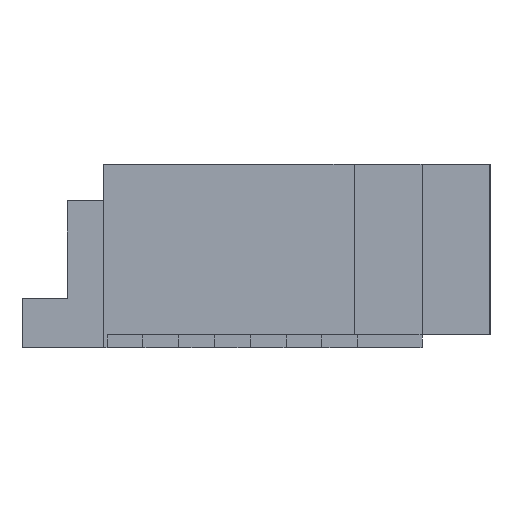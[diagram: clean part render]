
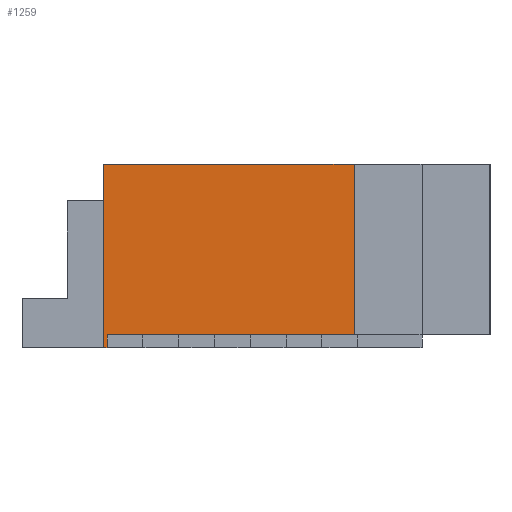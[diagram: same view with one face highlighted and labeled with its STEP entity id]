
A CAD part, left-side view. The second image highlights one B-rep face of the part: STEP entity #1259.
In plain terms, the highlighted planar face has unit normal (-1, 0, 0).
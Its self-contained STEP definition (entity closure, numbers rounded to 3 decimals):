
#336 = VERTEX_POINT('',#337);
#337 = CARTESIAN_POINT('',(-6.935,0.8,2.56));
#343 = EDGE_CURVE('',#336,#344,#346,.T.);
#344 = VERTEX_POINT('',#345);
#345 = CARTESIAN_POINT('',(-6.935,-2.7,2.56));
#346 = LINE('',#347,#348);
#347 = CARTESIAN_POINT('',(-6.935,0.8,2.56));
#348 = VECTOR('',#349,1.);
#349 = DIRECTION('',(0.,-1.,0.));
#1121 = EDGE_CURVE('',#1122,#336,#1124,.T.);
#1122 = VERTEX_POINT('',#1123);
#1123 = CARTESIAN_POINT('',(-6.935,0.8,0.));
#1124 = LINE('',#1125,#1126);
#1125 = CARTESIAN_POINT('',(-6.935,0.8,0.));
#1126 = VECTOR('',#1127,1.);
#1127 = DIRECTION('',(0.,0.,1.));
#1259 = ADVANCED_FACE('',(#1260),#1294,.F.);
#1260 = FACE_BOUND('',#1261,.F.);
#1261 = EDGE_LOOP('',(#1262,#1270,#1271,#1272,#1280,#1288));
#1262 = ORIENTED_EDGE('',*,*,#1263,.F.);
#1263 = EDGE_CURVE('',#1122,#1264,#1266,.T.);
#1264 = VERTEX_POINT('',#1265);
#1265 = CARTESIAN_POINT('',(-6.935,0.75,0.));
#1266 = LINE('',#1267,#1268);
#1267 = CARTESIAN_POINT('',(-6.935,0.8,0.));
#1268 = VECTOR('',#1269,1.);
#1269 = DIRECTION('',(0.,-1.,0.));
#1270 = ORIENTED_EDGE('',*,*,#1121,.T.);
#1271 = ORIENTED_EDGE('',*,*,#343,.T.);
#1272 = ORIENTED_EDGE('',*,*,#1273,.F.);
#1273 = EDGE_CURVE('',#1274,#344,#1276,.T.);
#1274 = VERTEX_POINT('',#1275);
#1275 = CARTESIAN_POINT('',(-6.935,-2.7,0.18));
#1276 = LINE('',#1277,#1278);
#1277 = CARTESIAN_POINT('',(-6.935,-2.7,0.));
#1278 = VECTOR('',#1279,1.);
#1279 = DIRECTION('',(0.,0.,1.));
#1280 = ORIENTED_EDGE('',*,*,#1281,.F.);
#1281 = EDGE_CURVE('',#1282,#1274,#1284,.T.);
#1282 = VERTEX_POINT('',#1283);
#1283 = CARTESIAN_POINT('',(-6.935,0.75,0.18));
#1284 = LINE('',#1285,#1286);
#1285 = CARTESIAN_POINT('',(-6.935,-0.1,0.18));
#1286 = VECTOR('',#1287,1.);
#1287 = DIRECTION('',(0.,-1.,0.));
#1288 = ORIENTED_EDGE('',*,*,#1289,.T.);
#1289 = EDGE_CURVE('',#1282,#1264,#1290,.T.);
#1290 = LINE('',#1291,#1292);
#1291 = CARTESIAN_POINT('',(-6.935,0.75,0.));
#1292 = VECTOR('',#1293,1.);
#1293 = DIRECTION('',(-0.,0.,-1.));
#1294 = PLANE('',#1295);
#1295 = AXIS2_PLACEMENT_3D('',#1296,#1297,#1298);
#1296 = CARTESIAN_POINT('',(-6.935,0.8,0.));
#1297 = DIRECTION('',(1.,0.,0.));
#1298 = DIRECTION('',(0.,-1.,0.));
